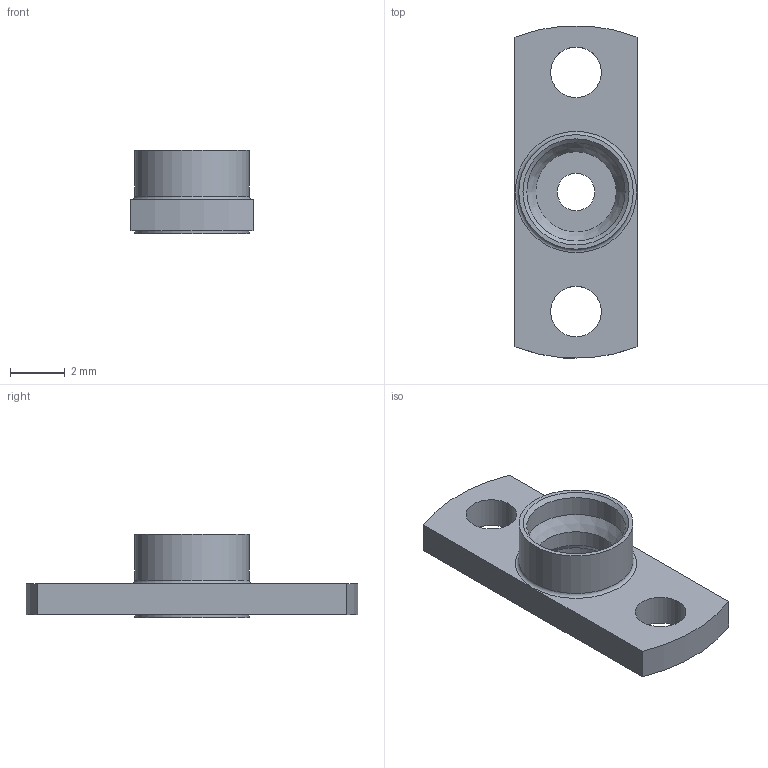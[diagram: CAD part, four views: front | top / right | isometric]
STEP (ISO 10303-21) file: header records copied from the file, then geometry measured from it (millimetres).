
FILE_DESCRIPTION (( 'STEP AP203' ), '1' );
FILE_NAME ('PE44935.step', '2020-04-13T16:55:37', ( '' ), ( '' ), 'SwSTEP 2.0', 'SolidWorks 2018', '' );
FILE_SCHEMA (( 'CONFIG_CONTROL_DESIGN' ));
Length unit declared in the file: inch
Products named in the file (1): PE44935
Bounding box: 4.47 x 12.16 x 3.05 mm (x, y, z)
Volume: 56.8 mm3; surface area: 194.7 mm2
Topology: 1 solids, 1 shells, 21 faces, 43 edges, 27 vertices
Faces by surface type: cylinder 10, plane 7, cone 3, torus 1
Full cylindrical faces by diameter (mm): 1.372 x1, 1.854 x2, 2.946 x1, 3.175 x1, 3.607 x1, 4.191 x2
Entity records: 581 total; most frequent: DIRECTION 96, CARTESIAN_POINT 78, ORIENTED_EDGE 60, AXIS2_PLACEMENT_3D 44, EDGE_LOOP 42, EDGE_CURVE 30, FACE_OUTER_BOUND 30, VERTEX_POINT 26
